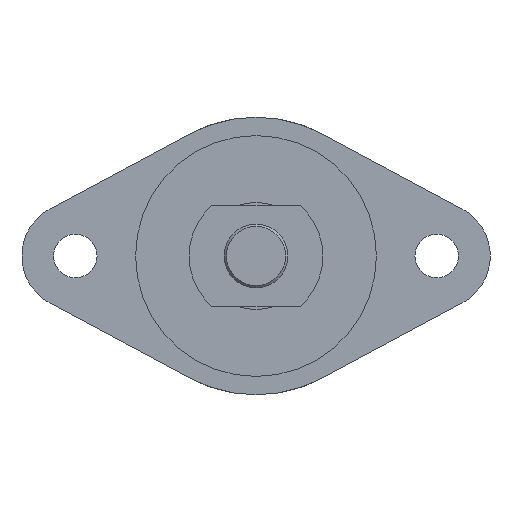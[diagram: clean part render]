
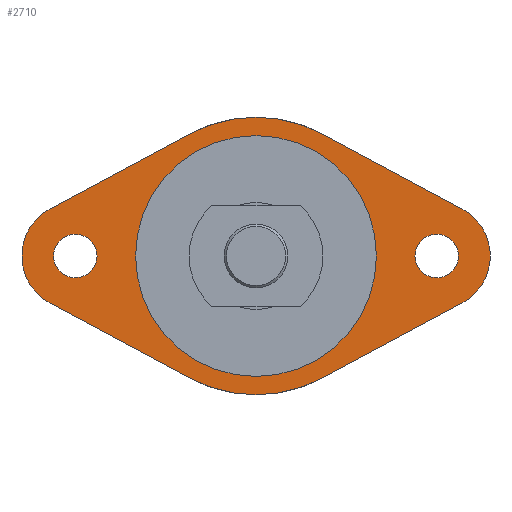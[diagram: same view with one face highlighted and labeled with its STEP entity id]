
A CAD part, left-side view. The second image highlights one B-rep face of the part: STEP entity #2710.
In plain terms, the highlighted planar face has unit normal (-1, 0, 0).
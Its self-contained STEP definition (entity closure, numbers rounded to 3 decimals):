
#133=LINE('',#4099,#381);
#134=LINE('',#4102,#382);
#135=LINE('',#4104,#383);
#136=LINE('',#4107,#384);
#381=VECTOR('',#3344,10.);
#382=VECTOR('',#3347,10.);
#383=VECTOR('',#3348,10.);
#384=VECTOR('',#3351,10.);
#743=FACE_BOUND('',#962,.T.);
#744=FACE_BOUND('',#963,.T.);
#745=FACE_BOUND('',#964,.T.);
#809=FACE_OUTER_BOUND('',#961,.T.);
#961=EDGE_LOOP('',(#2048,#2049,#2050,#2051,#2052,#2053,#2054,#2055));
#962=EDGE_LOOP('',(#2056));
#963=EDGE_LOOP('',(#2057));
#964=EDGE_LOOP('',(#2058,#2059));
#1131=CIRCLE('',#2936,20.75);
#1133=CIRCLE('',#2938,20.75);
#1135=CIRCLE('',#2941,8.);
#1136=CIRCLE('',#2942,8.);
#1137=CIRCLE('',#2943,3.25);
#1138=CIRCLE('',#2944,3.25);
#1139=CIRCLE('',#2945,18.);
#1140=CIRCLE('',#2946,18.);
#1253=VERTEX_POINT('',#4082);
#1254=VERTEX_POINT('',#4084);
#1257=VERTEX_POINT('',#4090);
#1258=VERTEX_POINT('',#4092);
#1260=VERTEX_POINT('',#4098);
#1261=VERTEX_POINT('',#4100);
#1262=VERTEX_POINT('',#4103);
#1263=VERTEX_POINT('',#4105);
#1264=VERTEX_POINT('',#4108);
#1265=VERTEX_POINT('',#4110);
#1266=VERTEX_POINT('',#4112);
#1267=VERTEX_POINT('',#4113);
#1547=EDGE_CURVE('',#1253,#1254,#1131,.T.);
#1551=EDGE_CURVE('',#1257,#1258,#1133,.T.);
#1554=EDGE_CURVE('',#1260,#1253,#133,.T.);
#1555=EDGE_CURVE('',#1261,#1260,#1135,.T.);
#1556=EDGE_CURVE('',#1258,#1261,#134,.T.);
#1557=EDGE_CURVE('',#1257,#1262,#135,.T.);
#1558=EDGE_CURVE('',#1262,#1263,#1136,.T.);
#1559=EDGE_CURVE('',#1263,#1254,#136,.T.);
#1560=EDGE_CURVE('',#1264,#1264,#1137,.T.);
#1561=EDGE_CURVE('',#1265,#1265,#1138,.T.);
#1562=EDGE_CURVE('',#1266,#1267,#1139,.T.);
#1563=EDGE_CURVE('',#1267,#1266,#1140,.T.);
#2048=ORIENTED_EDGE('',*,*,#1547,.F.);
#2049=ORIENTED_EDGE('',*,*,#1554,.F.);
#2050=ORIENTED_EDGE('',*,*,#1555,.F.);
#2051=ORIENTED_EDGE('',*,*,#1556,.F.);
#2052=ORIENTED_EDGE('',*,*,#1551,.F.);
#2053=ORIENTED_EDGE('',*,*,#1557,.T.);
#2054=ORIENTED_EDGE('',*,*,#1558,.T.);
#2055=ORIENTED_EDGE('',*,*,#1559,.T.);
#2056=ORIENTED_EDGE('',*,*,#1560,.T.);
#2057=ORIENTED_EDGE('',*,*,#1561,.T.);
#2058=ORIENTED_EDGE('',*,*,#1562,.T.);
#2059=ORIENTED_EDGE('',*,*,#1563,.T.);
#2587=PLANE('',#2940);
#2710=ADVANCED_FACE('',(#809,#743,#744,#745),#2587,.T.);
#2936=AXIS2_PLACEMENT_3D('',#4085,#3331,#3332);
#2938=AXIS2_PLACEMENT_3D('',#4093,#3337,#3338);
#2940=AXIS2_PLACEMENT_3D('',#4097,#3342,#3343);
#2941=AXIS2_PLACEMENT_3D('',#4101,#3345,#3346);
#2942=AXIS2_PLACEMENT_3D('',#4106,#3349,#3350);
#2943=AXIS2_PLACEMENT_3D('',#4109,#3352,#3353);
#2944=AXIS2_PLACEMENT_3D('',#4111,#3354,#3355);
#2945=AXIS2_PLACEMENT_3D('',#4114,#3356,#3357);
#2946=AXIS2_PLACEMENT_3D('',#4115,#3358,#3359);
#3331=DIRECTION('center_axis',(1.,0.,0.));
#3332=DIRECTION('ref_axis',(0.,-1.,0.));
#3337=DIRECTION('center_axis',(1.,0.,0.));
#3338=DIRECTION('ref_axis',(0.,-1.,0.));
#3342=DIRECTION('center_axis',(-1.,0.,0.));
#3343=DIRECTION('ref_axis',(0.,0.,
-1.));
#3344=DIRECTION('',(0.,-0.881,0.472));
#3345=DIRECTION('center_axis',(1.,0.,0.));
#3346=DIRECTION('ref_axis',(0.,-0.472,-0.881));
#3347=DIRECTION('',(0.,0.881,0.472));
#3348=DIRECTION('',(0.,-0.881,0.472));
#3349=DIRECTION('center_axis',(-1.,0.,0.));
#3350=DIRECTION('ref_axis',(0.,-0.472,-0.881));
#3351=DIRECTION('',(0.,0.881,0.472));
#3352=DIRECTION('center_axis',(1.,0.,0.));
#3353=DIRECTION('ref_axis',(0.,0.,
1.));
#3354=DIRECTION('center_axis',(1.,0.,0.));
#3355=DIRECTION('ref_axis',(0.,0.,
1.));
#3356=DIRECTION('center_axis',(1.,0.,0.));
#3357=DIRECTION('ref_axis',(0.,-1.,0.));
#3358=DIRECTION('center_axis',(1.,0.,0.));
#3359=DIRECTION('ref_axis',(0.,-1.,0.));
#4082=CARTESIAN_POINT('',(-82.,9.799,18.291));
#4084=CARTESIAN_POINT('',(-82.,-9.799,18.291));
#4085=CARTESIAN_POINT('Origin',(-82.,0.,
0.));
#4090=CARTESIAN_POINT('',(-82.,-9.799,-18.291));
#4092=CARTESIAN_POINT('',(-82.,9.799,-18.291));
#4093=CARTESIAN_POINT('Origin',(-82.,0.,
0.));
#4097=CARTESIAN_POINT('Origin',(-82.,-19.375,0.));
#4098=CARTESIAN_POINT('',(-82.,30.778,7.052));
#4099=CARTESIAN_POINT('',(-82.,30.778,7.052));
#4100=CARTESIAN_POINT('',(-82.,30.778,-7.052));
#4101=CARTESIAN_POINT('Origin',(-82.,27.,0.));
#4102=CARTESIAN_POINT('',(-82.,9.799,-18.291));
#4103=CARTESIAN_POINT('',(-82.,-30.778,-7.052));
#4104=CARTESIAN_POINT('',(-82.,-9.799,-18.291));
#4105=CARTESIAN_POINT('',(-82.,-30.778,7.052));
#4106=CARTESIAN_POINT('Origin',(-82.,-27.,0.));
#4107=CARTESIAN_POINT('',(-82.,-30.778,7.052));
#4108=CARTESIAN_POINT('',(-82.,-27.,-3.25));
#4109=CARTESIAN_POINT('Origin',(-82.,-27.,0.));
#4110=CARTESIAN_POINT('',(-82.,27.,-3.25));
#4111=CARTESIAN_POINT('Origin',(-82.,27.,0.));
#4112=CARTESIAN_POINT('',(-82.,-18.,0.));
#4113=CARTESIAN_POINT('',(-82.,18.,0.));
#4114=CARTESIAN_POINT('Origin',(-82.,0.,
0.));
#4115=CARTESIAN_POINT('Origin',(-82.,0.,
0.));
